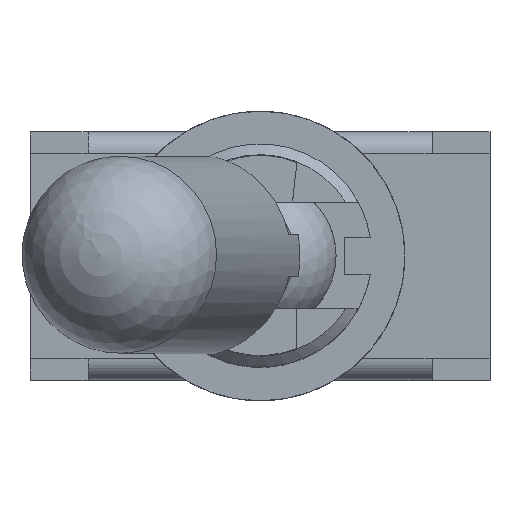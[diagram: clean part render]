
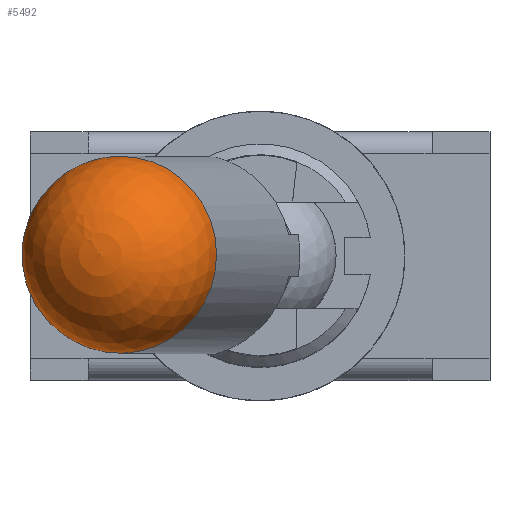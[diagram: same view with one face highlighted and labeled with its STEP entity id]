
A CAD part, top view. The second image highlights one B-rep face of the part: STEP entity #5492.
In plain terms, the highlighted spherical face has radius 2.72 mm.
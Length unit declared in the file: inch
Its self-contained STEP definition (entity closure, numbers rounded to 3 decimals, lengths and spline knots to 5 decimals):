
#26=SPHERICAL_SURFACE('',#5977,0.10709);
#538=FACE_OUTER_BOUND('',#862,.T.);
#862=EDGE_LOOP('',(#4984,#4985,#4986,#4987));
#998=CIRCLE('',#5962,0.10709);
#999=CIRCLE('',#5963,0.10709);
#1003=CIRCLE('',#5978,0.10709);
#2621=VERTEX_POINT('',#9633);
#2622=VERTEX_POINT('',#9635);
#2626=VERTEX_POINT('',#9691);
#3398=EDGE_CURVE('',#2622,#2621,#998,.T.);
#3399=EDGE_CURVE('',#2621,#2622,#999,.T.);
#3413=EDGE_CURVE('',#2626,#2622,#1003,.T.);
#4984=ORIENTED_EDGE('',*,*,#3398,.T.);
#4985=ORIENTED_EDGE('',*,*,#3399,.T.);
#4986=ORIENTED_EDGE('',*,*,#3413,.F.);
#4987=ORIENTED_EDGE('',*,*,#3413,.T.);
#5492=ADVANCED_FACE('',(#538),#26,.T.);
#5962=AXIS2_PLACEMENT_3D('',#9636,#7418,#7419);
#5963=AXIS2_PLACEMENT_3D('',#9637,#7420,#7421);
#5977=AXIS2_PLACEMENT_3D('',#9690,#7454,#7455);
#5978=AXIS2_PLACEMENT_3D('',#9692,#7456,#7457);
#7418=DIRECTION('center_axis',(-0.21,0.,
0.978));
#7419=DIRECTION('ref_axis',(-0.513,0.851,-0.11));
#7420=DIRECTION('center_axis',(-0.21,0.,
0.978));
#7421=DIRECTION('ref_axis',(-0.513,0.851,-0.11));
#7454=DIRECTION('center_axis',(-0.21,0.,0.978));
#7455=DIRECTION('ref_axis',(0.513,-0.851,0.11));
#7456=DIRECTION('center_axis',(-0.832,-0.525,-0.178));
#7457=DIRECTION('ref_axis',(-0.513,0.851,-0.11));
#9633=CARTESIAN_POINT('',(-0.15203,0.10709,1.17993));
#9635=CARTESIAN_POINT('',(-0.20696,0.09116,1.16815));
#9636=CARTESIAN_POINT('Origin',(-0.15203,0.,
1.17993));
#9637=CARTESIAN_POINT('Origin',(-0.15203,0.,
1.17993));
#9690=CARTESIAN_POINT('Origin',(-0.15203,0.,
1.17993));
#9691=CARTESIAN_POINT('',(-0.17447,0.,1.28464));
#9692=CARTESIAN_POINT('Origin',(-0.15203,0.,
1.17993));
